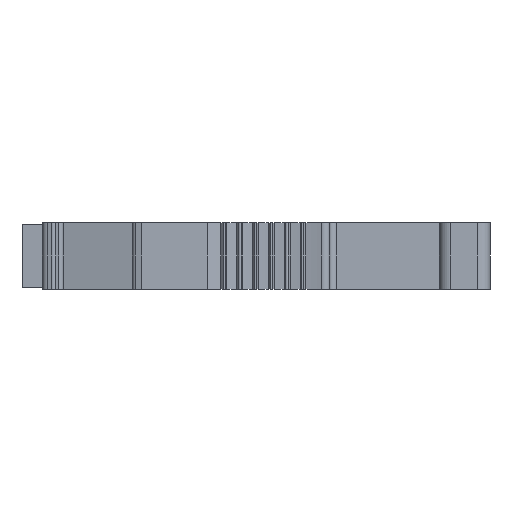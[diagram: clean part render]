
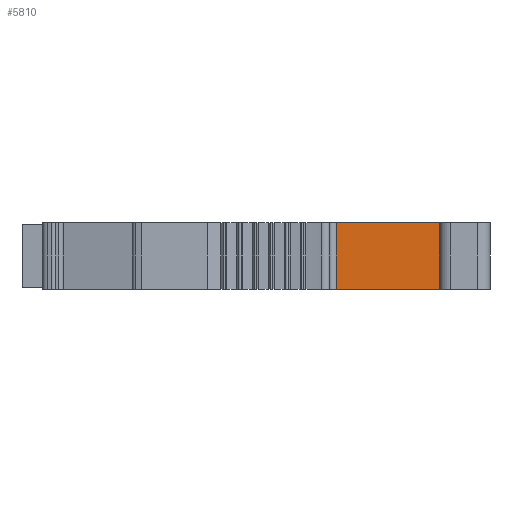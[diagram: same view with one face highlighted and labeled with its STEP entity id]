
A CAD part, left-side view. The second image highlights one B-rep face of the part: STEP entity #5810.
In plain terms, the highlighted planar face has unit normal (-1, 0, 0).
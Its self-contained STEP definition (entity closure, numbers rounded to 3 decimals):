
#1129=DIRECTION('',(0.,-1.,0.));
#1130=VECTOR('',#1129,10.2);
#1131=CARTESIAN_POINT('',(-27.1,-5.5,2.6));
#1132=LINE('',#1131,#1130);
#1133=DIRECTION('',(0.,-1.,0.));
#1134=VECTOR('',#1133,10.2);
#1135=CARTESIAN_POINT('',(-27.1,-5.5,-2.6));
#1136=LINE('',#1135,#1134);
#1137=DIRECTION('',(0.,0.,1.));
#1138=VECTOR('',#1137,5.2);
#1139=CARTESIAN_POINT('',(-27.1,-5.5,-2.6));
#1140=LINE('',#1139,#1138);
#1151=DIRECTION('',(0.,0.,1.));
#1152=VECTOR('',#1151,5.2);
#1153=CARTESIAN_POINT('',(-27.1,-15.7,-2.6));
#1154=LINE('',#1153,#1152);
#3317=CARTESIAN_POINT('',(-27.1,-5.5,2.6));
#3318=VERTEX_POINT('',#3317);
#3319=CARTESIAN_POINT('',(-27.1,-5.5,-2.6));
#3320=VERTEX_POINT('',#3319);
#3321=CARTESIAN_POINT('',(-27.1,-15.7,2.6));
#3322=VERTEX_POINT('',#3321);
#3323=CARTESIAN_POINT('',(-27.1,-15.7,-2.6));
#3324=VERTEX_POINT('',#3323);
#5798=CARTESIAN_POINT('',(-27.1,-5.5,-5.));
#5799=DIRECTION('',(-1.,0.,0.));
#5800=DIRECTION('',(0.,-1.,0.));
#5801=AXIS2_PLACEMENT_3D('',#5798,#5799,#5800);
#5802=PLANE('',#5801);
#5803=ORIENTED_EDGE('',*,*,#4444,.T.);
#5805=ORIENTED_EDGE('',*,*,#5804,.F.);
#5806=ORIENTED_EDGE('',*,*,#5177,.F.);
#5807=ORIENTED_EDGE('',*,*,#5791,.T.);
#5808=EDGE_LOOP('',(#5803,#5805,#5806,#5807));
#5809=FACE_OUTER_BOUND('',#5808,.F.);
#4444=EDGE_CURVE('',#3318,#3322,#1132,.T.);
#5177=EDGE_CURVE('',#3320,#3324,#1136,.T.);
#5791=EDGE_CURVE('',#3320,#3318,#1140,.T.);
#5804=EDGE_CURVE('',#3324,#3322,#1154,.T.);
#5810=ADVANCED_FACE('',(#5809),#5802,.T.);
